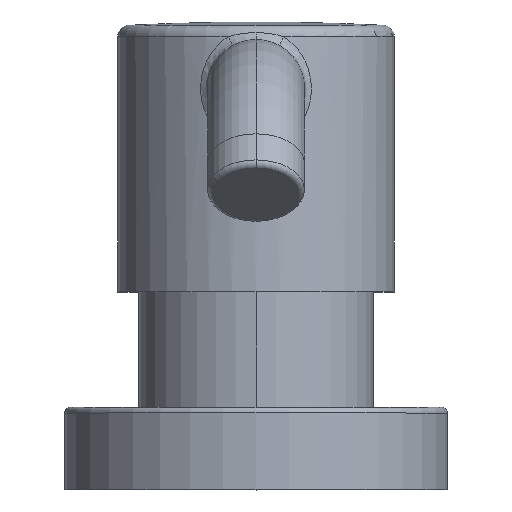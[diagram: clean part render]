
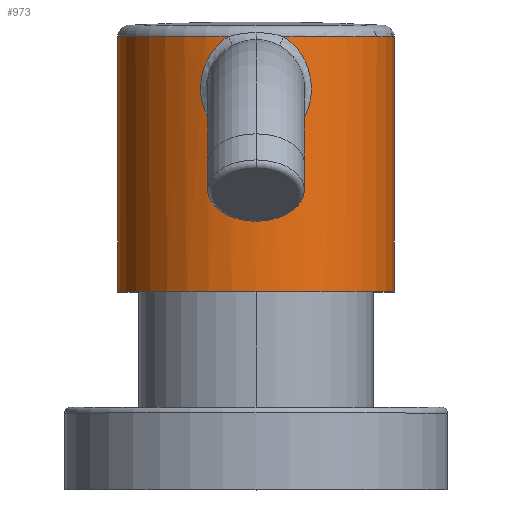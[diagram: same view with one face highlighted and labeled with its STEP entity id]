
A CAD part, top view. The second image highlights one B-rep face of the part: STEP entity #973.
In plain terms, the highlighted cylindrical face has radius 18.161 mm (diameter 36.322 mm), a partial arc.
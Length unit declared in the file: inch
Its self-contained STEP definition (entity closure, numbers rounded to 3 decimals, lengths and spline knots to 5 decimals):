
#263=CARTESIAN_POINT('',(0.,1.021,0.));
#264=DIRECTION('',(0.,1.,0.));
#265=DIRECTION('',(-1.,0.,0.));
#266=AXIS2_PLACEMENT_3D('',#263,#264,#265);
#279=CARTESIAN_POINT('',(0.,1.761,0.715));
#280=CARTESIAN_POINT('',(0.01183,1.761,0.715));
#281=CARTESIAN_POINT('',(0.03556,1.76258,0.71442));
#282=CARTESIAN_POINT('',(0.07155,1.76997,0.71172));
#283=CARTESIAN_POINT('',(0.1071,1.78258,0.70723));
#284=CARTESIAN_POINT('',(0.14156,1.80055,0.70113));
#285=CARTESIAN_POINT('',(0.17436,1.82401,0.69367));
#286=CARTESIAN_POINT('',(0.20455,1.85286,0.68533));
#287=CARTESIAN_POINT('',(0.23105,1.88651,0.6768));
#288=CARTESIAN_POINT('',(0.25288,1.92398,0.66889));
#289=CARTESIAN_POINT('',(0.26946,1.96411,0.66233));
#290=CARTESIAN_POINT('',(0.28054,2.0058,0.65768));
#291=CARTESIAN_POINT('',(0.28613,2.04825,0.65525));
#292=CARTESIAN_POINT('',(0.28631,2.09094,0.65517));
#293=CARTESIAN_POINT('',(0.28108,2.13342,0.65745));
#294=CARTESIAN_POINT('',(0.27036,2.17517,0.66196));
#295=CARTESIAN_POINT('',(0.25416,2.21543,0.6684));
#296=CARTESIAN_POINT('',(0.23264,2.25312,0.67625));
#297=CARTESIAN_POINT('',(0.2065,2.28698,0.68474));
#298=CARTESIAN_POINT('',(0.17645,2.31623,0.69314));
#299=CARTESIAN_POINT('',(0.1548,2.33205,0.69814));
#300=CARTESIAN_POINT('',(0.14352,2.33914,0.70045));
#305=CARTESIAN_POINT('',(0.,2.33914,0.));
#306=DIRECTION('',(0.,-1.,0.));
#307=DIRECTION('',(1.,0.,0.));
#308=AXIS2_PLACEMENT_3D('',#305,#306,#307);
#313=DIRECTION('',(0.,1.,0.));
#314=VECTOR('',#313,1.31814);
#315=CARTESIAN_POINT('',(-0.715,1.021,0.));
#316=LINE('',#315,#314);
#320=CARTESIAN_POINT('',(0.,2.33914,0.));
#321=DIRECTION('',(0.,-1.,0.));
#322=DIRECTION('',(-0.201,0.,0.98));
#323=AXIS2_PLACEMENT_3D('',#320,#321,#322);
#328=CARTESIAN_POINT('',(-0.14352,2.33914,
0.70045));
#329=CARTESIAN_POINT('',(-0.1548,2.33205,
0.69814));
#330=CARTESIAN_POINT('',(-0.17644,2.31623,
0.69314));
#331=CARTESIAN_POINT('',(-0.20649,2.287,
0.68475));
#332=CARTESIAN_POINT('',(-0.23263,2.25312,
0.67625));
#333=CARTESIAN_POINT('',(-0.25416,2.21542,
0.6684));
#334=CARTESIAN_POINT('',(-0.27037,2.17517,
0.66196));
#335=CARTESIAN_POINT('',(-0.28108,2.1334,
0.65745));
#336=CARTESIAN_POINT('',(-0.28631,2.09092,
0.65517));
#337=CARTESIAN_POINT('',(-0.28613,2.04824,
0.65525));
#338=CARTESIAN_POINT('',(-0.28054,2.00579,
0.65769));
#339=CARTESIAN_POINT('',(-0.26946,1.9641,
0.66234));
#340=CARTESIAN_POINT('',(-0.25289,1.92399,
0.66889));
#341=CARTESIAN_POINT('',(-0.23105,1.88651,
0.6768));
#342=CARTESIAN_POINT('',(-0.20456,1.85286,
0.68533));
#343=CARTESIAN_POINT('',(-0.17435,1.82401,
0.69367));
#344=CARTESIAN_POINT('',(-0.14153,1.80053,
0.70113));
#345=CARTESIAN_POINT('',(-0.10708,1.78258,
0.70723));
#346=CARTESIAN_POINT('',(-0.07155,1.76997,
0.71172));
#347=CARTESIAN_POINT('',(-0.03557,1.76258,
0.71442));
#348=CARTESIAN_POINT('',(-0.01183,1.761,
0.715));
#349=CARTESIAN_POINT('',(0.,1.761,0.715));
#626=DIRECTION('',(0.,1.,0.));
#627=VECTOR('',#626,1.31814);
#628=CARTESIAN_POINT('',(0.715,1.021,0.));
#629=LINE('',#628,#627);
#703=CARTESIAN_POINT('',(-0.715,1.021,0.));
#704=CARTESIAN_POINT('',(0.715,1.021,0.));
#705=VERTEX_POINT('',#703);
#706=VERTEX_POINT('',#704);
#711=CARTESIAN_POINT('',(-0.715,2.33914,0.));
#712=CARTESIAN_POINT('',(0.715,2.33914,0.));
#713=VERTEX_POINT('',#711);
#714=VERTEX_POINT('',#712);
#725=VERTEX_POINT('',#279);
#726=VERTEX_POINT('',#300);
#729=VERTEX_POINT('',#328);
#953=CARTESIAN_POINT('',(0.,1.021,0.));
#954=DIRECTION('',(0.,1.,0.));
#955=DIRECTION('',(-1.,0.,0.));
#956=AXIS2_PLACEMENT_3D('',#953,#954,#955);
#957=CYLINDRICAL_SURFACE('',#956,0.715);
#959=ORIENTED_EDGE('',*,*,#958,.T.);
#961=ORIENTED_EDGE('',*,*,#960,.F.);
#963=ORIENTED_EDGE('',*,*,#962,.F.);
#964=ORIENTED_EDGE('',*,*,#929,.F.);
#966=ORIENTED_EDGE('',*,*,#965,.T.);
#968=ORIENTED_EDGE('',*,*,#967,.F.);
#970=ORIENTED_EDGE('',*,*,#969,.T.);
#971=EDGE_LOOP('',(#959,#961,#963,#964,#966,#968,#970));
#972=FACE_OUTER_BOUND('',#971,.F.);
#267=CIRCLE('',#266,0.715);
#301=B_SPLINE_CURVE_WITH_KNOTS('',3,(#279,#280,#281,#282,#283,#284,#285,#286,
#287,#288,#289,#290,#291,#292,#293,#294,#295,#296,#297,#298,#299,#300),
.UNSPECIFIED.,.F.,.F.,(4,1,1,1,1,1,1,1,1,1,1,1,1,1,1,1,1,1,1,4),(0.,
0.05263,0.10526,0.15789,0.21053,
0.26316,0.31579,0.36842,0.42105,
0.47368,0.52632,0.57895,0.63158,
0.68421,0.73684,0.78947,0.84211,
0.89474,0.94737,1.),.UNSPECIFIED.);
#309=CIRCLE('',#308,0.715);
#324=CIRCLE('',#323,0.715);
#350=B_SPLINE_CURVE_WITH_KNOTS('',3,(#328,#329,#330,#331,#332,#333,#334,#335,
#336,#337,#338,#339,#340,#341,#342,#343,#344,#345,#346,#347,#348,#349),
.UNSPECIFIED.,.F.,.F.,(4,1,1,1,1,1,1,1,1,1,1,1,1,1,1,1,1,1,1,4),(0.,
0.05263,0.10526,0.15789,0.21053,
0.26316,0.31579,0.36842,0.42105,
0.47368,0.52632,0.57895,0.63158,
0.68421,0.73684,0.78947,0.84211,
0.89474,0.94737,1.),.UNSPECIFIED.);
#929=EDGE_CURVE('',#705,#706,#267,.T.);
#958=EDGE_CURVE('',#725,#726,#301,.T.);
#960=EDGE_CURVE('',#714,#726,#309,.T.);
#962=EDGE_CURVE('',#706,#714,#629,.T.);
#965=EDGE_CURVE('',#705,#713,#316,.T.);
#967=EDGE_CURVE('',#729,#713,#324,.T.);
#969=EDGE_CURVE('',#729,#725,#350,.T.);
#973=ADVANCED_FACE('',(#972),#957,.T.);
